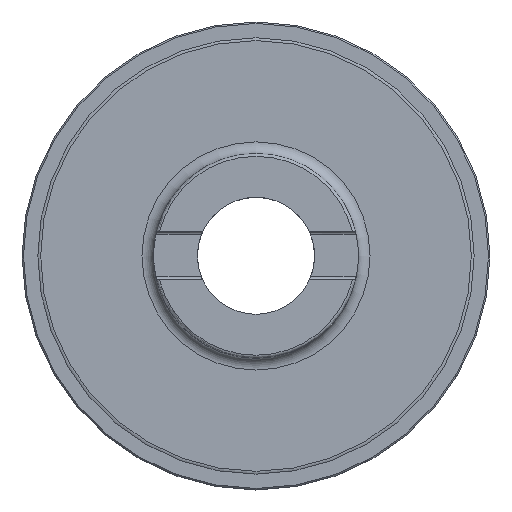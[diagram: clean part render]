
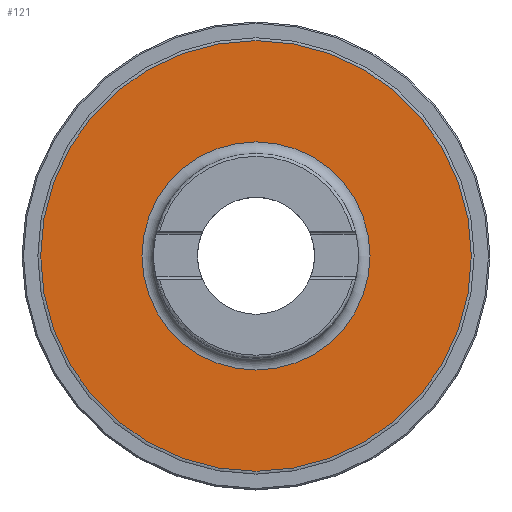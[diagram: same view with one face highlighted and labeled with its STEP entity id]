
A CAD part, top view. The second image highlights one B-rep face of the part: STEP entity #121.
In plain terms, the highlighted planar face has unit normal (0, 0, 1).
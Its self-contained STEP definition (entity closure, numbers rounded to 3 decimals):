
#57=FACE_BOUND('',#188,.T.);
#58=FACE_BOUND('',#189,.T.);
#121=ADVANCED_FACE('',(#57,#58),#152,.T.);
#152=PLANE('',#595);
#188=EDGE_LOOP('',(#320));
#189=EDGE_LOOP('',(#321));
#320=ORIENTED_EDGE('',*,*,#488,.T.);
#321=ORIENTED_EDGE('',*,*,#487,.F.);
#432=VERTEX_POINT('',#1067);
#433=VERTEX_POINT('',#1070);
#487=EDGE_CURVE('',#432,#432,#534,.T.);
#488=EDGE_CURVE('',#433,#433,#535,.T.);
#534=CIRCLE('',#592,39.);
#535=CIRCLE('',#594,73.629);
#592=AXIS2_PLACEMENT_3D('',#1066,#695,#696);
#594=AXIS2_PLACEMENT_3D('',#1069,#699,#700);
#595=AXIS2_PLACEMENT_3D('',#1071,#701,#702);
#695=DIRECTION('',(0.,0.,1.));
#696=DIRECTION('',(1.,0.,0.));
#699=DIRECTION('',(0.,0.,1.));
#700=DIRECTION('',(1.,0.,0.));
#701=DIRECTION('',(0.,0.,1.));
#702=DIRECTION('',(1.,0.,0.));
#1066=CARTESIAN_POINT('',(0.,0.,-36.5));
#1067=CARTESIAN_POINT('',(39.,0.,-36.5));
#1069=CARTESIAN_POINT('',(0.,0.,-36.5));
#1070=CARTESIAN_POINT('',(73.629,0.,-36.5));
#1071=CARTESIAN_POINT('',(0.,39.,-36.5));
